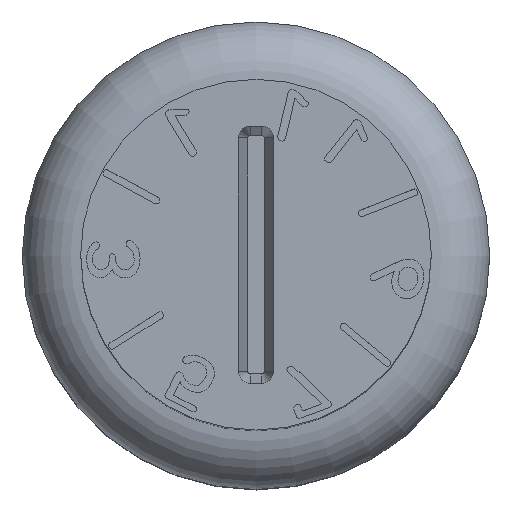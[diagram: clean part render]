
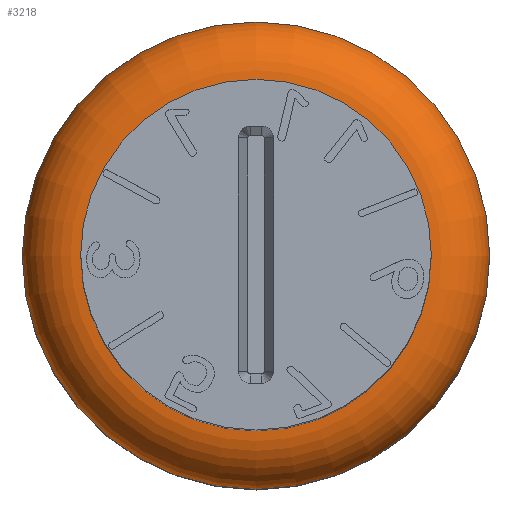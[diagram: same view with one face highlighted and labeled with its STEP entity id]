
A CAD part, top view. The second image highlights one B-rep face of the part: STEP entity #3218.
In plain terms, the highlighted toroidal (fillet/blend) face has major radius 1.5 mm and minor radius 0.5 mm.
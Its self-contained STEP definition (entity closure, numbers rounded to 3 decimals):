
#339=TOROIDAL_SURFACE('',#3350,1.5,0.5);
#587=FACE_OUTER_BOUND('',#783,.T.);
#783=EDGE_LOOP('',(#3028,#3029,#3030,#3031));
#1300=CIRCLE('',#3351,0.5);
#1301=CIRCLE('',#3352,1.);
#1615=VERTEX_POINT('',#6391);
#2086=EDGE_CURVE('',#1615,#1615,#1300,.T.);
#2087=EDGE_CURVE('',#1615,#1615,#1301,.T.);
#3028=ORIENTED_EDGE('',*,*,#2086,.F.);
#3029=ORIENTED_EDGE('',*,*,#2087,.T.);
#3030=ORIENTED_EDGE('',*,*,#2086,.T.);
#3031=ORIENTED_EDGE('',*,*,#2087,.F.);
#3218=ADVANCED_FACE('',(#587),#339,.T.);
#3350=AXIS2_PLACEMENT_3D('',#6390,#3812,#3813);
#3351=AXIS2_PLACEMENT_3D('',#6392,#3814,#3815);
#3352=AXIS2_PLACEMENT_3D('',#6393,#3816,#3817);
#3812=DIRECTION('center_axis',(0.,0.,1.));
#3813=DIRECTION('ref_axis',(1.,0.,0.));
#3814=DIRECTION('center_axis',(0.,-1.,0.));
#3815=DIRECTION('ref_axis',(-1.,0.,0.));
#3816=DIRECTION('center_axis',(0.,0.,-1.));
#3817=DIRECTION('ref_axis',(1.,0.,0.));
#6390=CARTESIAN_POINT('Origin',(0.,0.,8.8));
#6391=CARTESIAN_POINT('',(-1.,0.,8.8));
#6392=CARTESIAN_POINT('Origin',(-1.5,0.,8.8));
#6393=CARTESIAN_POINT('Origin',(0.,0.,8.8));
